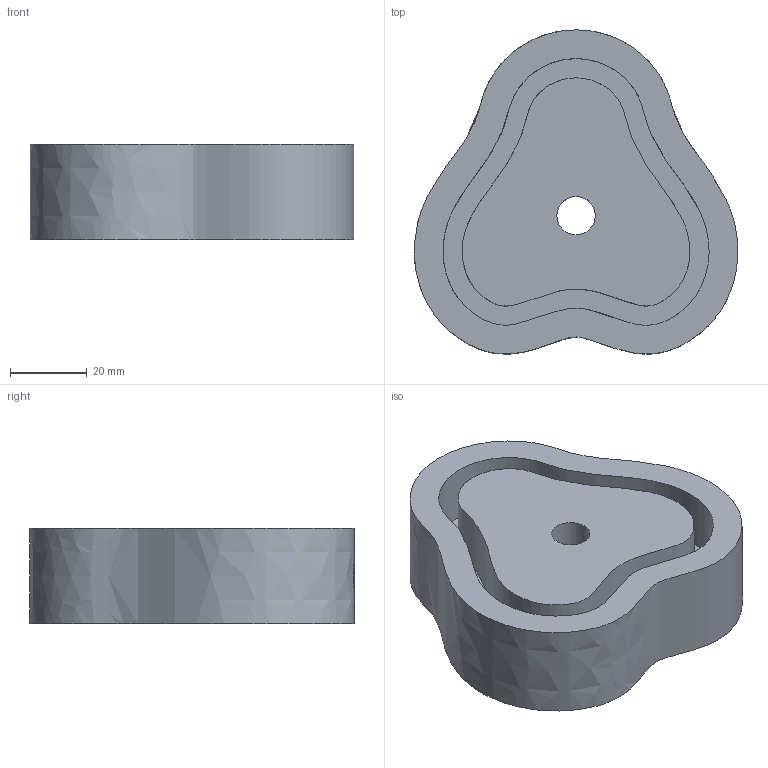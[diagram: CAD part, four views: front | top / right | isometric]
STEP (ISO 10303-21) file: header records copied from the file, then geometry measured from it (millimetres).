
FILE_DESCRIPTION(/* description */ ('STEP AP214'),/* implementation_level */ '2;1');
FILE_NAME(/* name */ '603d9fd73244ba145d9d13f9',/* time_stamp */ '2021-03-02T02:15:52+00:00',/* author */ (''),/* organization */ (''),/* preprocessor_version */ 'ST-DEVELOPER v18.1',/* originating_system */ ' ',/* authorisation */ ' ');
FILE_SCHEMA (('AUTOMOTIVE_DESIGN {1 0 10303 214 3 1 1}'));
Length unit declared in the file: metre
Products named in the file (1): Cam 
Bounding box: 84.28 x 84.43 x 25 mm (x, y, z)
Volume: 111259.4 mm3; surface area: 24218.2 mm2
Topology: 1 solids, 1 shells, 8 faces, 12 edges, 8 vertices
Faces by surface type: plane 4, bspline 3, cylinder 1
Full cylindrical faces by diameter (mm): 10 x1
Entity records: 1286 total; most frequent: CARTESIAN_POINT 1140, ORIENTED_EDGE 16, EDGE_LOOP 16, FACE_BOUND 16, DIRECTION 16, EDGE_CURVE 8, VERTEX_POINT 8, ADVANCED_FACE 8
